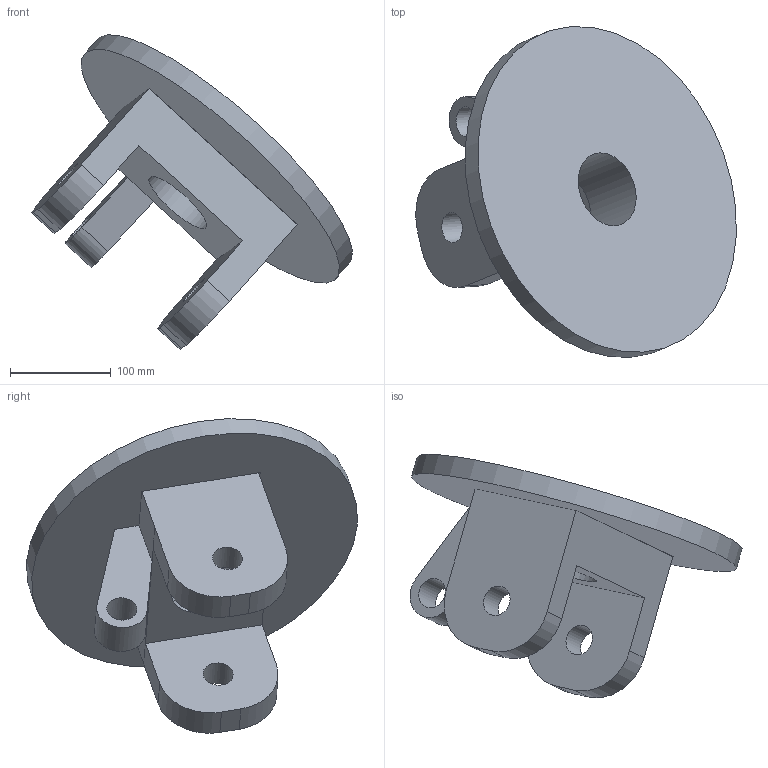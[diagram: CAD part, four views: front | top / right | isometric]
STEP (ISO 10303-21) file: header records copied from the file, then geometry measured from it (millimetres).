
FILE_DESCRIPTION(/* description */ ('','CAx-IF Rec.Pracs.---Representation and Presentation of Product Manufacturing Information (PMI)---4.0---2014-10-13'),/* implementation_level */ '2;1');
FILE_NAME(/* name */ 'LeftFrontKnuckle.step',/* time_stamp */ '2024-12-16T21:09:48-05:00',/* author */ (''),/* organization */ (''),/* preprocessor_version */ 'ST-DEVELOPER v20',/* originating_system */ 'Autodesk Translation Framework v13.20.0.188',/* authorisation */ '');
FILE_SCHEMA (('AP242_MANAGED_MODEL_BASED_3D_ENGINEERING_MIM_LF { 1 0 10303 442 1 1 4 }'));
Length unit declared in the file: millimetre
Products named in the file (1): Vorderachse_Radaufhängung_Links_1
Bounding box: 317.94 x 328.23 x 311.99 mm (x, y, z)
Volume: 3474592.8 mm3; surface area: 315261.8 mm2
Topology: 1 solids, 1 shells, 33 faces, 87 edges, 57 vertices
Faces by surface type: plane 21, cylinder 12
Full cylindrical faces by diameter (mm): 30 x3, 75 x1, 335 x1
Entity records: 1077 total; most frequent: DIRECTION 179, CARTESIAN_POINT 178, ORIENTED_EDGE 174, EDGE_CURVE 87, LINE 63, VECTOR 63, AXIS2_PLACEMENT_3D 58, VERTEX_POINT 57
